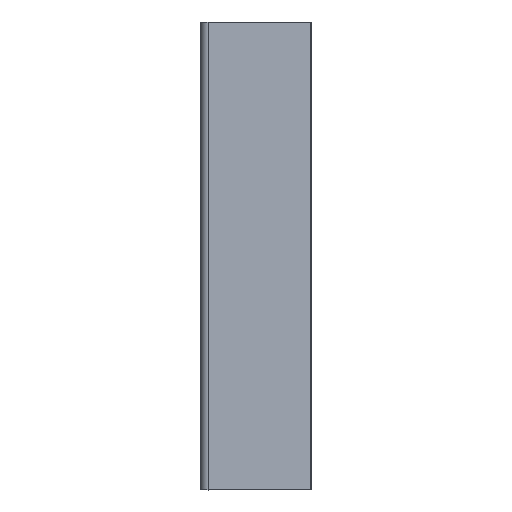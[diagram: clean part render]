
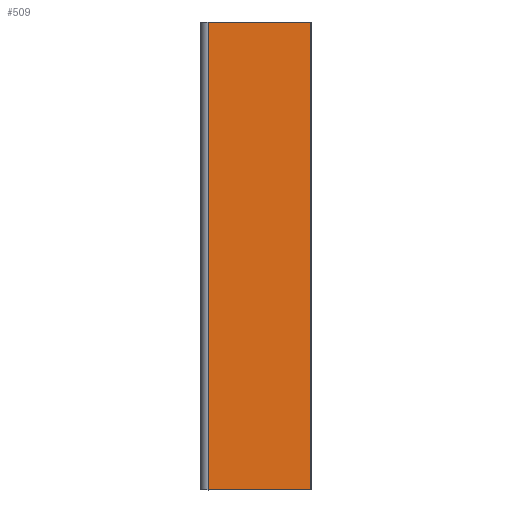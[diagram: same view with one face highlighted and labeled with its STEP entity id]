
A CAD part, top view. The second image highlights one B-rep face of the part: STEP entity #509.
In plain terms, the highlighted planar face has unit normal (0.079, 0, 0.997).
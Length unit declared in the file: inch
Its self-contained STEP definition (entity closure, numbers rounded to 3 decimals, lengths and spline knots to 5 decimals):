
#446=CARTESIAN_POINT('',(1.4823,3.00926,0.0838));
#447=VERTEX_POINT('',#446);
#455=CARTESIAN_POINT('',(1.4823,-2.99074,0.0838));
#456=VERTEX_POINT('',#455);
#457=CARTESIAN_POINT('',(1.4823,0.00926,0.0838));
#458=DIRECTION('',(0.,-1.,0.));
#459=VECTOR('',#458,1.);
#460=LINE('',#457,#459);
#461=EDGE_CURVE('',#447,#456,#460,.T.);
#479=CARTESIAN_POINT('',(0.16401,3.00926,0.18755));
#480=VERTEX_POINT('',#479);
#481=CARTESIAN_POINT('',(0.16401,3.00926,0.18755));
#482=DIRECTION('',(-0.997,0.,0.078));
#483=VECTOR('',#482,1.);
#484=LINE('',#481,#483);
#485=EDGE_CURVE('',#447,#480,#484,.T.);
#486=ORIENTED_EDGE('',*,*,#485,.T.);
#487=CARTESIAN_POINT('',(0.16401,-2.99074,0.18755));
#488=VERTEX_POINT('',#487);
#489=CARTESIAN_POINT('',(0.16401,0.00926,0.18755));
#490=DIRECTION('',(0.,1.,0.));
#491=VECTOR('',#490,1.);
#492=LINE('',#489,#491);
#493=EDGE_CURVE('',#488,#480,#492,.T.);
#494=ORIENTED_EDGE('',*,*,#493,.F.);
#495=CARTESIAN_POINT('',(0.16401,-2.99074,0.18755));
#496=DIRECTION('',(0.997,0.,-0.078));
#497=VECTOR('',#496,1.);
#498=LINE('',#495,#497);
#499=EDGE_CURVE('',#488,#456,#498,.T.);
#500=ORIENTED_EDGE('',*,*,#499,.T.);
#501=ORIENTED_EDGE('',*,*,#461,.F.);
#502=EDGE_LOOP('',(#486,#494,#500,#501));
#503=FACE_OUTER_BOUND('',#502,.T.);
#504=CARTESIAN_POINT('',(0.82315,0.00926,0.13567));
#505=DIRECTION('',(0.078,0.,0.997));
#506=DIRECTION('',(0.997,0.,-0.078));
#507=AXIS2_PLACEMENT_3D('',#504,#505,#506);
#508=PLANE('',#507);
#509=ADVANCED_FACE('',(#503),#508,.T.);
